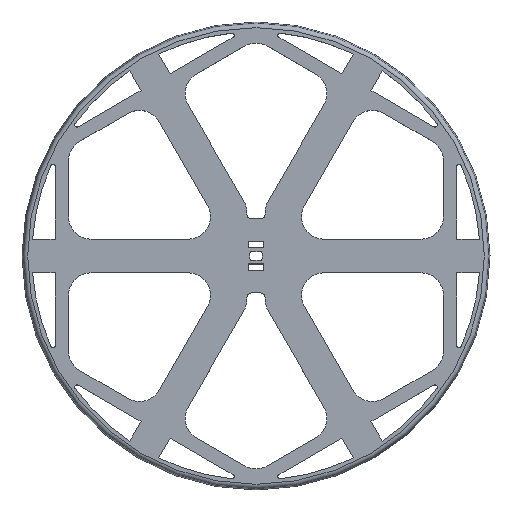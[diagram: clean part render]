
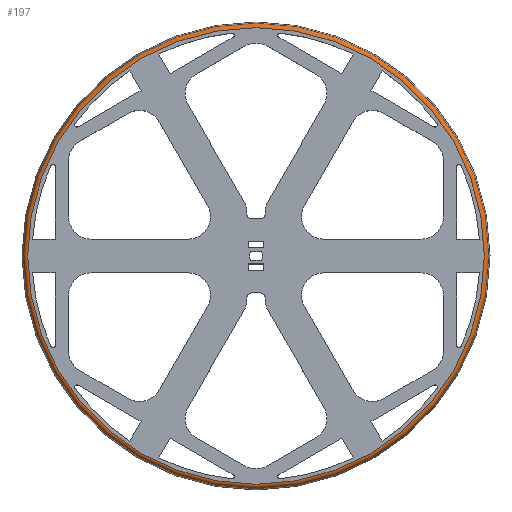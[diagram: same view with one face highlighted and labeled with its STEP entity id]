
A CAD part, top view. The second image highlights one B-rep face of the part: STEP entity #197.
In plain terms, the highlighted toroidal (fillet/blend) face has major radius 101.858 mm and minor radius 2 mm.
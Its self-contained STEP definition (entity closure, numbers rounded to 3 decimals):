
#197=ADVANCED_FACE('',(#1310,#1312),#1314,.T.);
#1310=FACE_OUTER_BOUND('',#1311,.T.);
#1311=EDGE_LOOP('',(#2165));
#1312=FACE_OUTER_BOUND('',#1313,.T.);
#1313=EDGE_LOOP('',(#2166));
#1314=TOROIDAL_SURFACE('',#1315,101.858,2.);
#1315=AXIS2_PLACEMENT_3D('',#1316,#1317,#1318);
#1316=CARTESIAN_POINT('',(0.,0.,4.));
#1317=DIRECTION('',(0.,0.,-1.));
#1318=DIRECTION('',(-1.,0.,0.));
#2165=ORIENTED_EDGE('',*,*,#2292,.F.);
#2166=ORIENTED_EDGE('',*,*,#2417,.T.);
#2292=EDGE_CURVE('',#2841,#2841,#2842,.F.);
#2417=EDGE_CURVE('',#3091,#3091,#3092,.F.);
#2841=VERTEX_POINT('',#3860);
#2842=CIRCLE('',#3861,101.858);
#3091=VERTEX_POINT('',#4421);
#3092=CIRCLE('',#4422,103.79);
#3860=CARTESIAN_POINT('',(-101.858,0.,6.));
#3861=AXIS2_PLACEMENT_3D('',#3862,#3863,#3864);
#3862=CARTESIAN_POINT('',(0.,0.,6.));
#3863=DIRECTION('',(0.,0.,-1.));
#3864=DIRECTION('',(-1.,0.,0.));
#4421=CARTESIAN_POINT('',(-103.79,0.,4.518));
#4422=AXIS2_PLACEMENT_3D('',#4423,#4424,#4425);
#4423=CARTESIAN_POINT('',(0.,0.,4.518));
#4424=DIRECTION('',(0.,0.,-1.));
#4425=DIRECTION('',(-1.,0.,0.));
